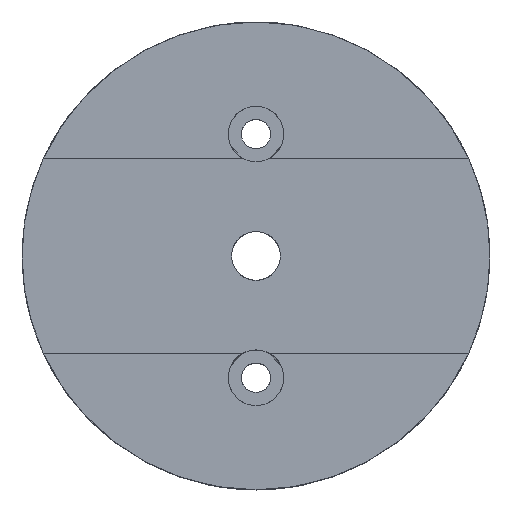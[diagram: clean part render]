
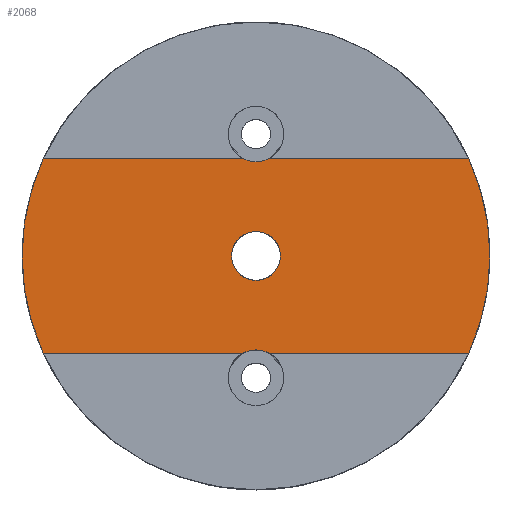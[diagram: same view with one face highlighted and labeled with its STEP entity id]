
A CAD part, top view. The second image highlights one B-rep face of the part: STEP entity #2068.
In plain terms, the highlighted free-form (B-spline) face has degree [1, 1] with [2, 2] control points.
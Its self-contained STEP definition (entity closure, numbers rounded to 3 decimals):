
#1935=(
BOUNDED_SURFACE()
B_SPLINE_SURFACE(1,1,((#1936,#1937),(#1938,#1939)),.UNSPECIFIED.,.F.,.F.,.F.)
B_SPLINE_SURFACE_WITH_KNOTS((2,2),(2,2),(0.000,1.000),(0.000,1.000),.UNSPECIFIED.)
GEOMETRIC_REPRESENTATION_ITEM()
RATIONAL_B_SPLINE_SURFACE(((1.,1.),(1.,1.)))
REPRESENTATION_ITEM('')
SURFACE()
);
#1936=CARTESIAN_POINT('',(-24.412,10.,3.75));
#1937=CARTESIAN_POINT('',(24.379,10.,3.75));
#1938=CARTESIAN_POINT('',(-24.412,-10.,3.75));
#1939=CARTESIAN_POINT('',(24.379,-10.,3.75));
#1940=CARTESIAN_POINT('',(-21.817,-10.,3.75));
#1941=VERTEX_POINT('',#1940);
#1942=(
BOUNDED_CURVE()
B_SPLINE_CURVE(2,(#1943,#1944,#1945),.UNSPECIFIED.,.F.,.F.)
B_SPLINE_CURVE_WITH_KNOTS((3,3),(0.000,1.000),.UNSPECIFIED.)
CURVE()
GEOMETRIC_REPRESENTATION_ITEM()
RATIONAL_B_SPLINE_CURVE((0.881,0.917,1.))
REPRESENTATION_ITEM('')
);
#1943=CARTESIAN_POINT('',(-21.817,-10.,3.75));
#1944=CARTESIAN_POINT('',(-24.,-5.238,3.75));
#1945=CARTESIAN_POINT('',(-24.,0.,3.75));
#1946=CARTESIAN_POINT('',(-24.,0.,3.75));
#1947=VERTEX_POINT('',#1946);
#1948=EDGE_CURVE('',#1941,#1947,#1942,.T.);
#1949=ORIENTED_EDGE('',*,*,#1948,.T.);
#1950=(
BOUNDED_CURVE()
B_SPLINE_CURVE(2,(#1951,#1952,#1953),.UNSPECIFIED.,.F.,.F.)
B_SPLINE_CURVE_WITH_KNOTS((3,3),(0.000,1.000),.UNSPECIFIED.)
CURVE()
GEOMETRIC_REPRESENTATION_ITEM()
RATIONAL_B_SPLINE_CURVE((1.,0.917,0.881))
REPRESENTATION_ITEM('')
);
#1951=CARTESIAN_POINT('',(-24.,0.,3.75));
#1952=CARTESIAN_POINT('',(-24.,5.238,3.75));
#1953=CARTESIAN_POINT('',(-21.817,10.,3.75));
#1954=CARTESIAN_POINT('',(-21.817,10.,3.75));
#1955=VERTEX_POINT('',#1954);
#1956=EDGE_CURVE('',#1947,#1955,#1950,.T.);
#1957=ORIENTED_EDGE('',*,*,#1956,.T.);
#1958=(
BOUNDED_CURVE()
B_SPLINE_CURVE(1,(#1959,#1960),.UNSPECIFIED.,.F.,.F.)
B_SPLINE_CURVE_WITH_KNOTS((2,2),(0.000,1.000),.UNSPECIFIED.)
CURVE()
GEOMETRIC_REPRESENTATION_ITEM()
RATIONAL_B_SPLINE_CURVE((1.,1.))
REPRESENTATION_ITEM('')
);
#1959=CARTESIAN_POINT('',(-21.817,10.,3.75));
#1960=CARTESIAN_POINT('',(-1.368,10.,3.75));
#1961=CARTESIAN_POINT('',(-1.368,10.,3.75));
#1962=VERTEX_POINT('',#1961);
#1963=EDGE_CURVE('',#1955,#1962,#1958,.T.);
#1964=ORIENTED_EDGE('',*,*,#1963,.T.);
#1965=(
BOUNDED_CURVE()
B_SPLINE_CURVE(2,(#1966,#1967,#1968),.UNSPECIFIED.,.F.,.F.)
B_SPLINE_CURVE_WITH_KNOTS((3,3),(0.000,1.000),.UNSPECIFIED.)
CURVE()
GEOMETRIC_REPRESENTATION_ITEM()
RATIONAL_B_SPLINE_CURVE((0.871,0.904,1.))
REPRESENTATION_ITEM('')
);
#1966=CARTESIAN_POINT('',(-1.368,10.,3.75));
#1967=CARTESIAN_POINT('',(-0.729,9.65,3.75));
#1968=CARTESIAN_POINT('',(0.,9.65,3.75));
#1969=CARTESIAN_POINT('',(0.,9.65,3.75));
#1970=VERTEX_POINT('',#1969);
#1971=EDGE_CURVE('',#1962,#1970,#1965,.T.);
#1972=ORIENTED_EDGE('',*,*,#1971,.T.);
#1973=(
BOUNDED_CURVE()
B_SPLINE_CURVE(2,(#1974,#1975,#1976),.UNSPECIFIED.,.F.,.F.)
B_SPLINE_CURVE_WITH_KNOTS((3,3),(0.000,1.000),.UNSPECIFIED.)
CURVE()
GEOMETRIC_REPRESENTATION_ITEM()
RATIONAL_B_SPLINE_CURVE((1.,0.904,0.871))
REPRESENTATION_ITEM('')
);
#1974=CARTESIAN_POINT('',(0.,9.65,3.75));
#1975=CARTESIAN_POINT('',(0.729,9.65,3.75));
#1976=CARTESIAN_POINT('',(1.368,10.,3.75));
#1977=CARTESIAN_POINT('',(1.368,10.,3.75));
#1978=VERTEX_POINT('',#1977);
#1979=EDGE_CURVE('',#1970,#1978,#1973,.T.);
#1980=ORIENTED_EDGE('',*,*,#1979,.T.);
#1981=(
BOUNDED_CURVE()
B_SPLINE_CURVE(1,(#1982,#1983),.UNSPECIFIED.,.F.,.F.)
B_SPLINE_CURVE_WITH_KNOTS((2,2),(0.000,1.000),.UNSPECIFIED.)
CURVE()
GEOMETRIC_REPRESENTATION_ITEM()
RATIONAL_B_SPLINE_CURVE((1.,1.))
REPRESENTATION_ITEM('')
);
#1982=CARTESIAN_POINT('',(1.368,10.,3.75));
#1983=CARTESIAN_POINT('',(21.817,10.,3.75));
#1984=CARTESIAN_POINT('',(21.817,10.,3.75));
#1985=VERTEX_POINT('',#1984);
#1986=EDGE_CURVE('',#1978,#1985,#1981,.T.);
#1987=ORIENTED_EDGE('',*,*,#1986,.T.);
#1988=(
BOUNDED_CURVE()
B_SPLINE_CURVE(2,(#1989,#1990,#1991),.UNSPECIFIED.,.F.,.F.)
B_SPLINE_CURVE_WITH_KNOTS((3,3),(0.000,1.000),.UNSPECIFIED.)
CURVE()
GEOMETRIC_REPRESENTATION_ITEM()
RATIONAL_B_SPLINE_CURVE((0.881,0.917,1.))
REPRESENTATION_ITEM('')
);
#1989=CARTESIAN_POINT('',(21.817,10.,3.75));
#1990=CARTESIAN_POINT('',(24.,5.238,3.75));
#1991=CARTESIAN_POINT('',(24.,0.,3.75));
#1992=CARTESIAN_POINT('',(24.,0.,3.75));
#1993=VERTEX_POINT('',#1992);
#1994=EDGE_CURVE('',#1985,#1993,#1988,.T.);
#1995=ORIENTED_EDGE('',*,*,#1994,.T.);
#1996=(
BOUNDED_CURVE()
B_SPLINE_CURVE(2,(#1997,#1998,#1999),.UNSPECIFIED.,.F.,.F.)
B_SPLINE_CURVE_WITH_KNOTS((3,3),(0.000,1.000),.UNSPECIFIED.)
CURVE()
GEOMETRIC_REPRESENTATION_ITEM()
RATIONAL_B_SPLINE_CURVE((1.,0.917,0.881))
REPRESENTATION_ITEM('')
);
#1997=CARTESIAN_POINT('',(24.,0.,3.75));
#1998=CARTESIAN_POINT('',(24.,-5.238,3.75));
#1999=CARTESIAN_POINT('',(21.817,-10.,3.75));
#2000=CARTESIAN_POINT('',(21.817,-10.,3.75));
#2001=VERTEX_POINT('',#2000);
#2002=EDGE_CURVE('',#1993,#2001,#1996,.T.);
#2003=ORIENTED_EDGE('',*,*,#2002,.T.);
#2004=(
BOUNDED_CURVE()
B_SPLINE_CURVE(1,(#2005,#2006),.UNSPECIFIED.,.F.,.F.)
B_SPLINE_CURVE_WITH_KNOTS((2,2),(0.000,1.000),.UNSPECIFIED.)
CURVE()
GEOMETRIC_REPRESENTATION_ITEM()
RATIONAL_B_SPLINE_CURVE((1.,1.))
REPRESENTATION_ITEM('')
);
#2005=CARTESIAN_POINT('',(21.817,-10.,3.75));
#2006=CARTESIAN_POINT('',(1.368,-10.,3.75));
#2007=CARTESIAN_POINT('',(1.368,-10.,3.75));
#2008=VERTEX_POINT('',#2007);
#2009=EDGE_CURVE('',#2001,#2008,#2004,.T.);
#2010=ORIENTED_EDGE('',*,*,#2009,.T.);
#2011=(
BOUNDED_CURVE()
B_SPLINE_CURVE(2,(#2012,#2013,#2014),.UNSPECIFIED.,.F.,.F.)
B_SPLINE_CURVE_WITH_KNOTS((3,3),(0.000,1.000),.UNSPECIFIED.)
CURVE()
GEOMETRIC_REPRESENTATION_ITEM()
RATIONAL_B_SPLINE_CURVE((0.871,0.904,1.))
REPRESENTATION_ITEM('')
);
#2012=CARTESIAN_POINT('',(1.368,-10.,3.75));
#2013=CARTESIAN_POINT('',(0.729,-9.65,3.75));
#2014=CARTESIAN_POINT('',(0.,-9.65,3.75));
#2015=CARTESIAN_POINT('',(0.,-9.65,3.75));
#2016=VERTEX_POINT('',#2015);
#2017=EDGE_CURVE('',#2008,#2016,#2011,.T.);
#2018=ORIENTED_EDGE('',*,*,#2017,.T.);
#2019=(
BOUNDED_CURVE()
B_SPLINE_CURVE(2,(#2020,#2021,#2022),.UNSPECIFIED.,.F.,.F.)
B_SPLINE_CURVE_WITH_KNOTS((3,3),(0.000,1.000),.UNSPECIFIED.)
CURVE()
GEOMETRIC_REPRESENTATION_ITEM()
RATIONAL_B_SPLINE_CURVE((1.,0.904,0.871))
REPRESENTATION_ITEM('')
);
#2020=CARTESIAN_POINT('',(0.,-9.65,3.75));
#2021=CARTESIAN_POINT('',(-0.729,-9.65,3.75));
#2022=CARTESIAN_POINT('',(-1.368,-10.,3.75));
#2023=CARTESIAN_POINT('',(-1.368,-10.,3.75));
#2024=VERTEX_POINT('',#2023);
#2025=EDGE_CURVE('',#2016,#2024,#2019,.T.);
#2026=ORIENTED_EDGE('',*,*,#2025,.T.);
#2027=(
BOUNDED_CURVE()
B_SPLINE_CURVE(1,(#2028,#2029),.UNSPECIFIED.,.F.,.F.)
B_SPLINE_CURVE_WITH_KNOTS((2,2),(0.000,1.000),.UNSPECIFIED.)
CURVE()
GEOMETRIC_REPRESENTATION_ITEM()
RATIONAL_B_SPLINE_CURVE((1.,1.))
REPRESENTATION_ITEM('')
);
#2028=CARTESIAN_POINT('',(-1.368,-10.,3.75));
#2029=CARTESIAN_POINT('',(-21.817,-10.,3.75));
#2030=EDGE_CURVE('',#2024,#1941,#2027,.T.);
#2031=ORIENTED_EDGE('',*,*,#2030,.T.);
#2032=EDGE_LOOP('',(#1949,#1957,#1964,#1972,#1980,#1987,#1995,#2003,#2010,#2018,#2026,#2031));
#2033=FACE_OUTER_BOUND('',#2032,.T.);
#2034=CARTESIAN_POINT('',(2.5,0.,3.75));
#2035=VERTEX_POINT('',#2034);
#2036=(
BOUNDED_CURVE()
B_SPLINE_CURVE(2,(#2037,#2038,#2039),.UNSPECIFIED.,.F.,.F.)
B_SPLINE_CURVE_WITH_KNOTS((3,3),(0.000,1.000),.UNSPECIFIED.)
CURVE()
GEOMETRIC_REPRESENTATION_ITEM()
RATIONAL_B_SPLINE_CURVE((1.,0.707,1.))
REPRESENTATION_ITEM('')
);
#2037=CARTESIAN_POINT('',(2.5,0.,3.75));
#2038=CARTESIAN_POINT('',(2.5,2.5,3.75));
#2039=CARTESIAN_POINT('',(0.,2.5,3.75));
#2040=CARTESIAN_POINT('',(0.,2.5,3.75));
#2041=VERTEX_POINT('',#2040);
#2042=EDGE_CURVE('',#2035,#2041,#2036,.T.);
#2043=ORIENTED_EDGE('',*,*,#2042,.T.);
#2044=(
BOUNDED_CURVE()
B_SPLINE_CURVE(2,(#2045,#2046,#2047),.UNSPECIFIED.,.F.,.F.)
B_SPLINE_CURVE_WITH_KNOTS((3,3),(0.000,1.000),.UNSPECIFIED.)
CURVE()
GEOMETRIC_REPRESENTATION_ITEM()
RATIONAL_B_SPLINE_CURVE((1.,0.707,1.))
REPRESENTATION_ITEM('')
);
#2045=CARTESIAN_POINT('',(0.,2.5,3.75));
#2046=CARTESIAN_POINT('',(-2.5,2.5,3.75));
#2047=CARTESIAN_POINT('',(-2.5,0.,3.75));
#2048=CARTESIAN_POINT('',(-2.5,0.,3.75));
#2049=VERTEX_POINT('',#2048);
#2050=EDGE_CURVE('',#2041,#2049,#2044,.T.);
#2051=ORIENTED_EDGE('',*,*,#2050,.T.);
#2052=(
BOUNDED_CURVE()
B_SPLINE_CURVE(2,(#2053,#2054,#2055),.UNSPECIFIED.,.F.,.F.)
B_SPLINE_CURVE_WITH_KNOTS((3,3),(0.000,1.000),.UNSPECIFIED.)
CURVE()
GEOMETRIC_REPRESENTATION_ITEM()
RATIONAL_B_SPLINE_CURVE((1.,0.707,1.))
REPRESENTATION_ITEM('')
);
#2053=CARTESIAN_POINT('',(-2.5,0.,3.75));
#2054=CARTESIAN_POINT('',(-2.5,-2.5,3.75));
#2055=CARTESIAN_POINT('',(0.,-2.5,3.75));
#2056=CARTESIAN_POINT('',(0.,-2.5,3.75));
#2057=VERTEX_POINT('',#2056);
#2058=EDGE_CURVE('',#2049,#2057,#2052,.T.);
#2059=ORIENTED_EDGE('',*,*,#2058,.T.);
#2060=(
BOUNDED_CURVE()
B_SPLINE_CURVE(2,(#2061,#2062,#2063),.UNSPECIFIED.,.F.,.F.)
B_SPLINE_CURVE_WITH_KNOTS((3,3),(0.000,1.000),.UNSPECIFIED.)
CURVE()
GEOMETRIC_REPRESENTATION_ITEM()
RATIONAL_B_SPLINE_CURVE((1.,0.707,1.))
REPRESENTATION_ITEM('')
);
#2061=CARTESIAN_POINT('',(0.,-2.5,3.75));
#2062=CARTESIAN_POINT('',(2.5,-2.5,3.75));
#2063=CARTESIAN_POINT('',(2.5,0.,3.75));
#2064=EDGE_CURVE('',#2057,#2035,#2060,.T.);
#2065=ORIENTED_EDGE('',*,*,#2064,.T.);
#2066=EDGE_LOOP('',(#2043,#2051,#2059,#2065));
#2067=FACE_BOUND('',#2066,.T.);
#2068=ADVANCED_FACE('',(#2033,#2067),#1935,.T.);
